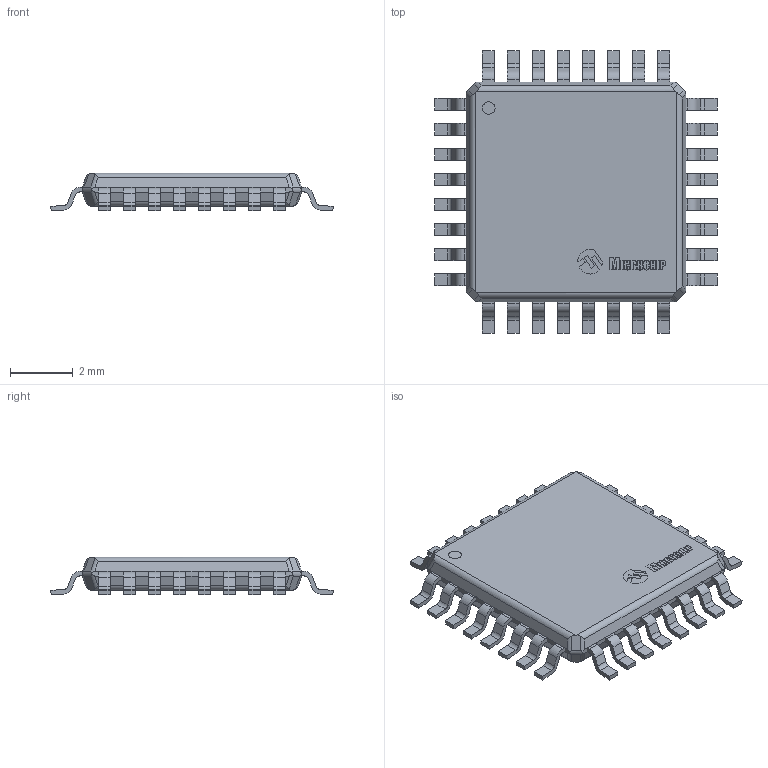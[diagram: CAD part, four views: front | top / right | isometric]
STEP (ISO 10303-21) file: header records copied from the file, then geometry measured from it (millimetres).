
FILE_DESCRIPTION(/* description */ (''),/* implementation_level */ '2;1');
FILE_NAME(/* name */ 'TQFP32.stp',/* time_stamp */ '2019-08-19T10:11:10+02:00',/* author */ ('Lord_voldmort'),/* organization */ (''),/* preprocessor_version */ 'ST-DEVELOPER v17.2',/* originating_system */ 'Autodesk Inventor 2019',/* authorisation */ '');
FILE_SCHEMA (('AUTOMOTIVE_DESIGN { 1 0 10303 214 3 1 1 }'));
Length unit declared in the file: millimetre
Products named in the file (6): 1; 1_1; 3; circle; microchip; Microchip logo
Assembly tree (6 placements, depth 2):
  1
    1_1
    3  x2
    circle
    microchip
    Microchip logo
Bounding box: 9.02 x 9.02 x 1.2 mm (x, y, z)
Volume: 52 mm3; surface area: 176.8 mm2
Topology: 44 solids, 44 shells, 641 faces, 1659 edges, 1106 vertices
Faces by surface type: plane 445, cylinder 160, bspline 36
Full cylindrical faces by diameter (mm): 0.4 x1
Entity records: 13241 total; most frequent: CARTESIAN_POINT 2786, ORIENTED_EDGE 2166, DIRECTION 2005, EDGE_CURVE 1083, LINE 803, VECTOR 803, VERTEX_POINT 722, AXIS2_PLACEMENT_3D 601
